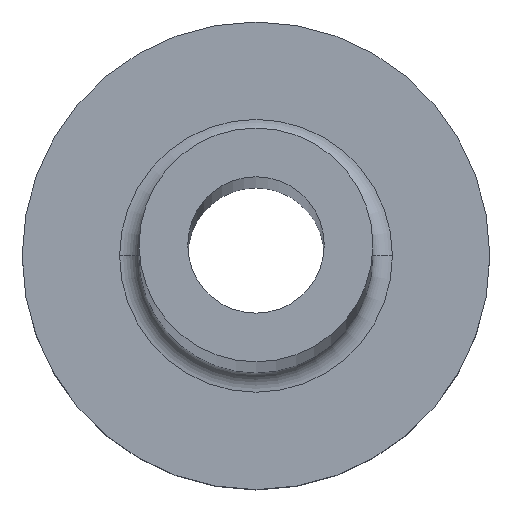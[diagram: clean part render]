
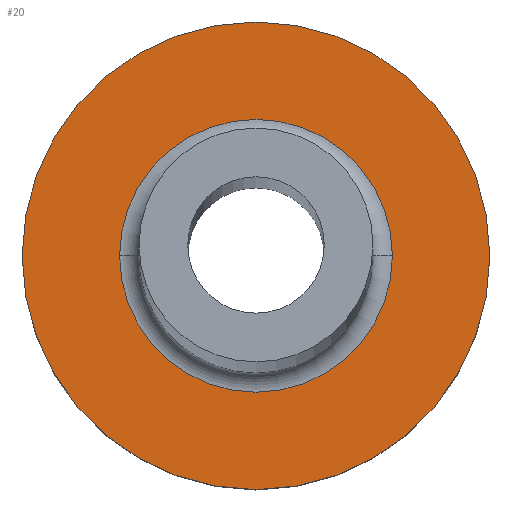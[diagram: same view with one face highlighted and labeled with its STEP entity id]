
A CAD part, top view. The second image highlights one B-rep face of the part: STEP entity #20.
In plain terms, the highlighted planar face has unit normal (0, 0, 1).
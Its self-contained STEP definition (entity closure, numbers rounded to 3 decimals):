
#1 = AXIS2_PLACEMENT_3D ( 'NONE', #344, #205, #18 ) ;
#2 = CARTESIAN_POINT ( 'NONE',  ( 0., 0., 5. ) ) ;
#10 = DIRECTION ( 'NONE',  ( 0., 0., 1. ) ) ;
#18 = DIRECTION ( 'NONE',  ( 1., 0., 0. ) ) ;
#20 = ADVANCED_FACE ( 'NONE', ( #47, #109 ), #165, .T. ) ;
#25 = DIRECTION ( 'NONE',  ( 1., 0., 0. ) ) ;
#27 = DIRECTION ( 'NONE',  ( 0., 0., 1. ) ) ;
#39 = EDGE_CURVE ( 'NONE', #130, #254, #244, .T. ) ;
#47 = FACE_BOUND ( 'NONE', #281, .T. ) ;
#48 = EDGE_CURVE ( 'NONE', #254, #130, #192, .T. ) ;
#51 = CIRCLE ( 'NONE', #187, 3.5 ) ;
#53 = CIRCLE ( 'NONE', #251, 3.5 ) ;
#58 = DIRECTION ( 'NONE',  ( 1., 0., 0. ) ) ;
#65 = CARTESIAN_POINT ( 'NONE',  ( 6., 0., 5. ) ) ;
#67 = CARTESIAN_POINT ( 'NONE',  ( 0., 0., 5. ) ) ;
#73 = EDGE_LOOP ( 'NONE', ( #347, #191 ) ) ;
#90 = EDGE_CURVE ( 'NONE', #269, #132, #51, .T. ) ;
#95 = CARTESIAN_POINT ( 'NONE',  ( 3.5, 0., 5. ) ) ;
#104 = DIRECTION ( 'NONE',  ( 1., 0., 0. ) ) ;
#109 = FACE_OUTER_BOUND ( 'NONE', #73, .T. ) ;
#121 = DIRECTION ( 'NONE',  ( 0., 0., -1. ) ) ;
#130 = VERTEX_POINT ( 'NONE', #318 ) ;
#132 = VERTEX_POINT ( 'NONE', #314 ) ;
#136 = DIRECTION ( 'NONE',  ( 1., 0., 0. ) ) ;
#165 = PLANE ( 'NONE',  #174 ) ;
#174 = AXIS2_PLACEMENT_3D ( 'NONE', #67, #10, #25 ) ;
#187 = AXIS2_PLACEMENT_3D ( 'NONE', #265, #288, #58 ) ;
#191 = ORIENTED_EDGE ( 'NONE', *, *, #48, .T. ) ;
#192 = CIRCLE ( 'NONE', #226, 6. ) ;
#205 = DIRECTION ( 'NONE',  ( 0., 0., 1. ) ) ;
#223 = ORIENTED_EDGE ( 'NONE', *, *, #346, .T. ) ;
#226 = AXIS2_PLACEMENT_3D ( 'NONE', #317, #27, #136 ) ;
#244 = CIRCLE ( 'NONE', #1, 6. ) ;
#251 = AXIS2_PLACEMENT_3D ( 'NONE', #2, #121, #104 ) ;
#254 = VERTEX_POINT ( 'NONE', #65 ) ;
#265 = CARTESIAN_POINT ( 'NONE',  ( 0., 0., 5. ) ) ;
#269 = VERTEX_POINT ( 'NONE', #95 ) ;
#281 = EDGE_LOOP ( 'NONE', ( #283, #223 ) ) ;
#283 = ORIENTED_EDGE ( 'NONE', *, *, #90, .T. ) ;
#288 = DIRECTION ( 'NONE',  ( 0., 0., -1. ) ) ;
#314 = CARTESIAN_POINT ( 'NONE',  ( -3.5, 0., 5. ) ) ;
#317 = CARTESIAN_POINT ( 'NONE',  ( 0., 0., 5. ) ) ;
#318 = CARTESIAN_POINT ( 'NONE',  ( -6., 0., 5. ) ) ;
#344 = CARTESIAN_POINT ( 'NONE',  ( 0., 0., 5. ) ) ;
#346 = EDGE_CURVE ( 'NONE', #132, #269, #53, .T. ) ;
#347 = ORIENTED_EDGE ( 'NONE', *, *, #39, .T. ) ;
